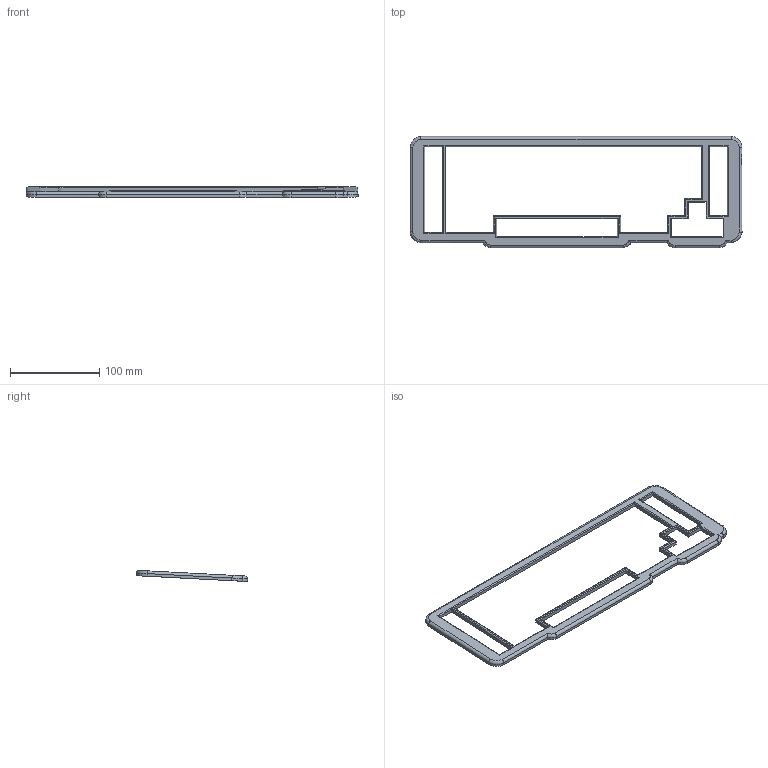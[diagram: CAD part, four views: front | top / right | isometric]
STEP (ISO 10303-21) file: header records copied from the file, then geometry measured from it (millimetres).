
FILE_DESCRIPTION(/* description */ (''),/* implementation_level */ '2;1');
FILE_NAME(/* name */ 'Chassis Top.step',/* time_stamp */ '2023-04-17T19:28:30+02:00',/* author */ (''),/* organization */ (''),/* preprocessor_version */ 'ST-DEVELOPER v19.2',/* originating_system */ 'Autodesk Translation Framework v11.17.0.187',/* authorisation */ '');
FILE_SCHEMA (('AUTOMOTIVE_DESIGN { 1 0 10303 214 3 1 1 }'));
Length unit declared in the file: millimetre
Products named in the file (1): Chassis Top
Bounding box: 372.13 x 124.74 x 12.36 mm (x, y, z)
Volume: 62994.3 mm3; surface area: 44607.3 mm2
Topology: 1 solids, 1 shells, 218 faces, 556 edges, 348 vertices
Faces by surface type: plane 118, cylinder 57, bspline 39, torus 4
Entity records: 8482 total; most frequent: CARTESIAN_POINT 3382, ORIENTED_EDGE 1112, DIRECTION 930, EDGE_CURVE 556, LINE 390, VECTOR 390, VERTEX_POINT 348, AXIS2_PLACEMENT_3D 270
